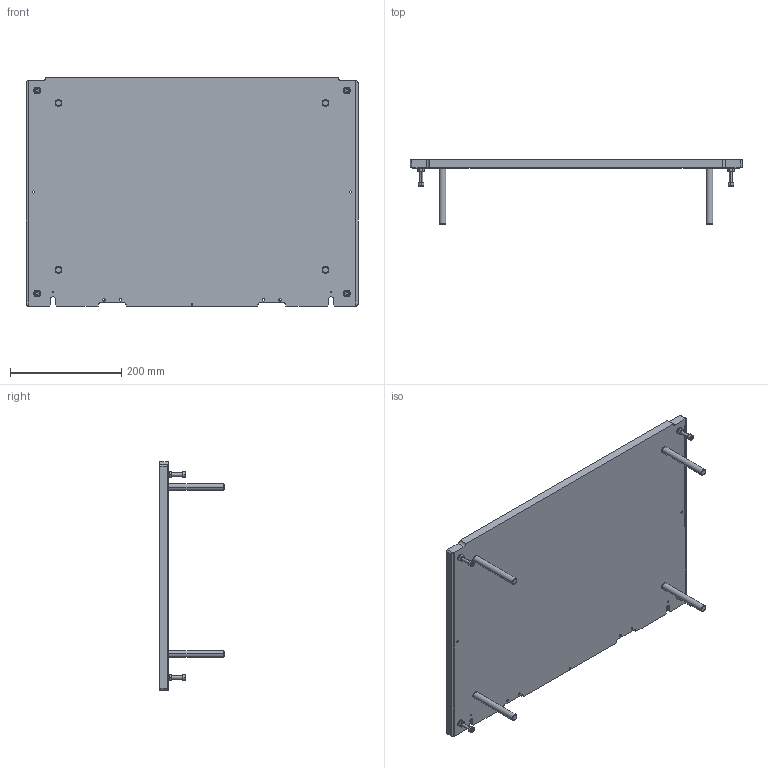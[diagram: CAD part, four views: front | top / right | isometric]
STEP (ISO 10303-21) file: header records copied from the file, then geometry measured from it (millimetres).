
FILE_DESCRIPTION (( 'STEP AP214' ), '1' );
FILE_NAME ('52534-KIT~3.STEP', '2019-07-10T08:17:04', ( '' ), ( '' ), 'SwSTEP 2.0', 'SolidWorks 2018', '' );
FILE_SCHEMA (( 'AUTOMOTIVE_DESIGN' ));
Length unit declared in the file: millimetre
Products named in the file (1): 52534-KIT~3
Bounding box: 597 x 115.8 x 410 mm (x, y, z)
Volume: 3696220.2 mm3; surface area: 546578.5 mm2
Topology: 25 solids, 25 shells, 466 faces, 1124 edges, 724 vertices
Faces by surface type: cylinder 204, plane 150, cone 112
Entity records: 19416 total; most frequent: CARTESIAN_POINT 2787, DIRECTION 2466, ORIENTED_EDGE 2232, EDGE_CURVE 1116, AXIS2_PLACEMENT_3D 979, VERTEX_POINT 724, EDGE_LOOP 540, CIRCLE 512
